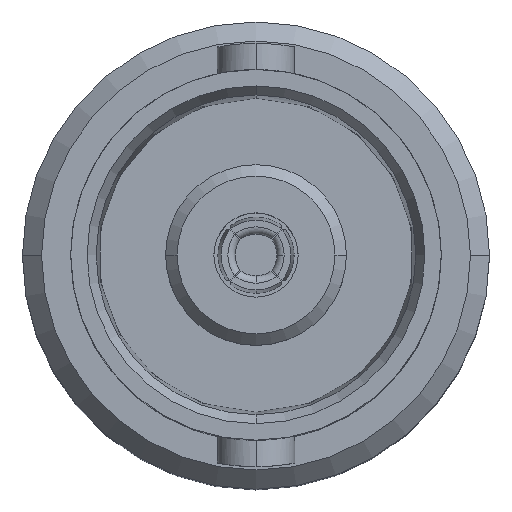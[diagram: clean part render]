
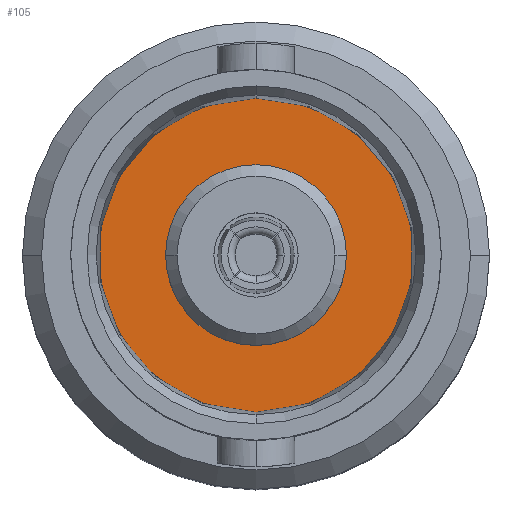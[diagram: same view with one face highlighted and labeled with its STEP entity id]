
A CAD part, top view. The second image highlights one B-rep face of the part: STEP entity #105.
In plain terms, the highlighted planar face has unit normal (0, 0, 1).
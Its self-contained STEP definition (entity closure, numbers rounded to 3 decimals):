
#105 = ADVANCED_FACE ( 'NONE', ( #2685, #4647 ), #15092, .F. ) ;
#866 = DIRECTION ( 'NONE',  ( 0., 0., 1. ) ) ;
#1412 = ORIENTED_EDGE ( 'NONE', *, *, #1496, .F. ) ;
#1496 = EDGE_CURVE ( 'NONE', #17090, #4314, #12136, .T. ) ;
#2283 = AXIS2_PLACEMENT_3D ( 'NONE', #16394, #866, #11626 ) ;
#2400 = DIRECTION ( 'NONE',  ( -1., 0., 0. ) ) ;
#2685 = FACE_BOUND ( 'NONE', #17704, .T. ) ;
#3614 = CARTESIAN_POINT ( 'NONE',  ( 0., 0., -5.562 ) ) ;
#4314 = VERTEX_POINT ( 'NONE', #5181 ) ;
#4340 = EDGE_CURVE ( 'NONE', #4314, #17090, #7430, .T. ) ;
#4483 = DIRECTION ( 'NONE',  ( 0., 0., -1. ) ) ;
#4497 = CARTESIAN_POINT ( 'NONE',  ( 0., 4.101, -5.562 ) ) ;
#4647 = FACE_OUTER_BOUND ( 'NONE', #12711, .T. ) ;
#4997 = EDGE_CURVE ( 'NONE', #13636, #7886, #7244, .T. ) ;
#5034 = CARTESIAN_POINT ( 'NONE',  ( 0., -4.101, -5.562 ) ) ;
#5181 = CARTESIAN_POINT ( 'NONE',  ( 2.36, 0., -5.562 ) ) ;
#5265 = DIRECTION ( 'NONE',  ( 0., 0., 1. ) ) ;
#5544 = AXIS2_PLACEMENT_3D ( 'NONE', #12997, #5265, #2400 ) ;
#6360 = ORIENTED_EDGE ( 'NONE', *, *, #4997, .T. ) ;
#6706 = DIRECTION ( 'NONE',  ( -1., 0., 0. ) ) ;
#7015 = AXIS2_PLACEMENT_3D ( 'NONE', #3614, #14378, #6706 ) ;
#7244 = CIRCLE ( 'NONE', #5544, 4.101 ) ;
#7430 = CIRCLE ( 'NONE', #2283, 2.36 ) ;
#7886 = VERTEX_POINT ( 'NONE', #5034 ) ;
#9301 = DIRECTION ( 'NONE',  ( 0., 0., 1. ) ) ;
#9356 = DIRECTION ( 'NONE',  ( -1., 0., 0. ) ) ;
#9627 = ORIENTED_EDGE ( 'NONE', *, *, #4340, .F. ) ;
#10325 = CARTESIAN_POINT ( 'NONE',  ( 0., 0., -5.562 ) ) ;
#11198 = CARTESIAN_POINT ( 'NONE',  ( -2.36, 0., -5.562 ) ) ;
#11626 = DIRECTION ( 'NONE',  ( -1., 0., 0. ) ) ;
#12136 = CIRCLE ( 'NONE', #15207, 2.36 ) ;
#12711 = EDGE_LOOP ( 'NONE', ( #15959, #6360 ) ) ;
#12997 = CARTESIAN_POINT ( 'NONE',  ( 0., 0., -5.562 ) ) ;
#13636 = VERTEX_POINT ( 'NONE', #4497 ) ;
#14378 = DIRECTION ( 'NONE',  ( 0., 0., 1. ) ) ;
#14945 = DIRECTION ( 'NONE',  ( -1., 0., 0. ) ) ;
#15092 = PLANE ( 'NONE',  #16414 ) ;
#15207 = AXIS2_PLACEMENT_3D ( 'NONE', #17108, #9301, #9356 ) ;
#15959 = ORIENTED_EDGE ( 'NONE', *, *, #16008, .T. ) ;
#16008 = EDGE_CURVE ( 'NONE', #7886, #13636, #18032, .T. ) ;
#16394 = CARTESIAN_POINT ( 'NONE',  ( 0., 0., -5.562 ) ) ;
#16414 = AXIS2_PLACEMENT_3D ( 'NONE', #10325, #4483, #14945 ) ;
#17090 = VERTEX_POINT ( 'NONE', #11198 ) ;
#17108 = CARTESIAN_POINT ( 'NONE',  ( 0., 0., -5.562 ) ) ;
#17704 = EDGE_LOOP ( 'NONE', ( #9627, #1412 ) ) ;
#18032 = CIRCLE ( 'NONE', #7015, 4.101 ) ;
